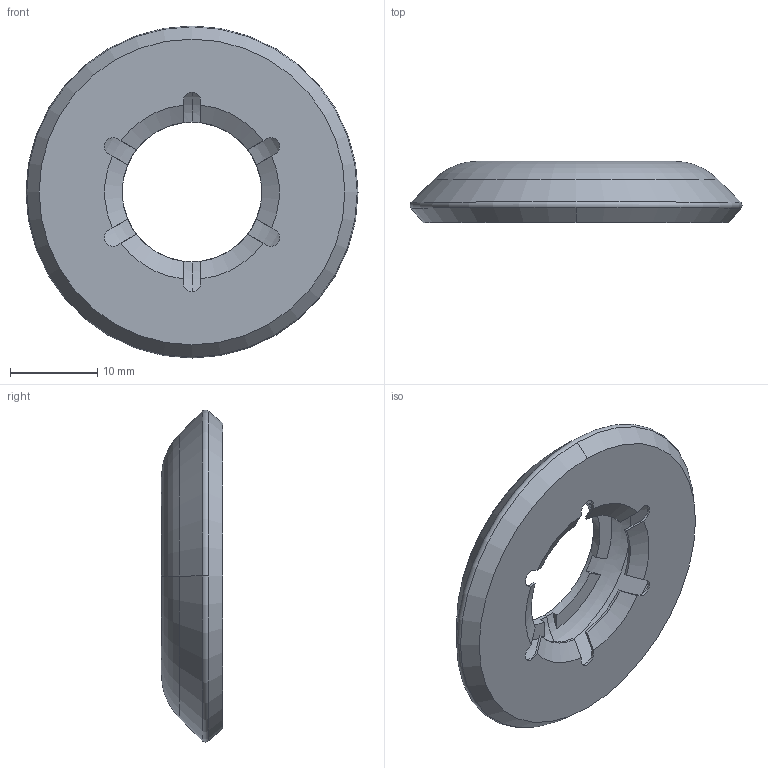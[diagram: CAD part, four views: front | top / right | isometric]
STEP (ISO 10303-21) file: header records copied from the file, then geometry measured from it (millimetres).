
FILE_DESCRIPTION (( 'STEP AP203' ), '1' );
FILE_NAME ('076019.STEP', '2023-09-18T11:22:46', ( '' ), ( '' ), 'SwSTEP 2.0', 'SolidWorks 2023', '' );
FILE_SCHEMA (( 'CONFIG_CONTROL_DESIGN' ));
Length unit declared in the file: millimetre
Products named in the file (1): 076019
Bounding box: 38 x 7 x 38 mm (x, y, z)
Volume: 3230.7 mm3; surface area: 3269.5 mm2
Topology: 1 solids, 1 shells, 78 faces, 213 edges, 138 vertices
Faces by surface type: plane 33, cone 20, cylinder 17, torus 8
Entity records: 2622 total; most frequent: CARTESIAN_POINT 550, DIRECTION 427, ORIENTED_EDGE 426, EDGE_CURVE 213, AXIS2_PLACEMENT_3D 171, VERTEX_POINT 138, CIRCLE 92, VECTOR 85
